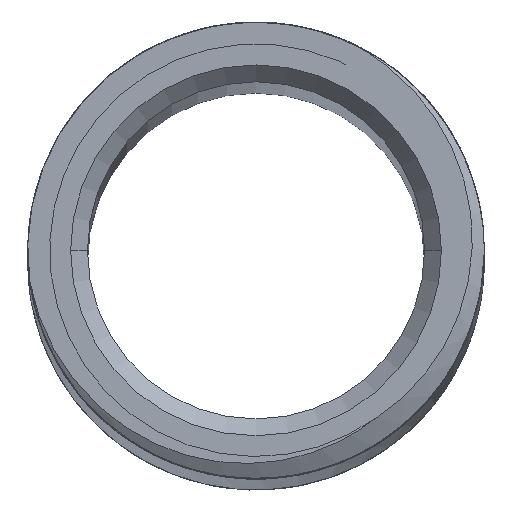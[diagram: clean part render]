
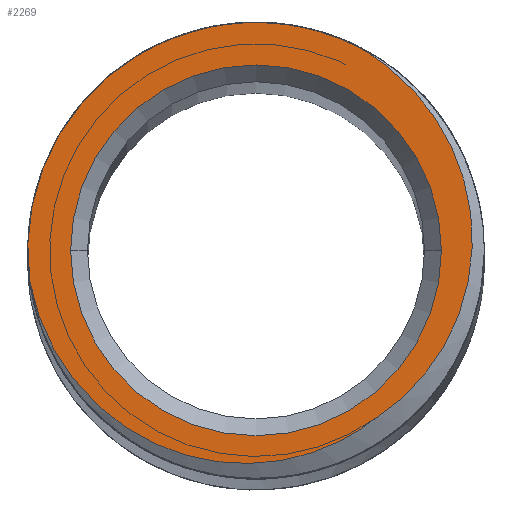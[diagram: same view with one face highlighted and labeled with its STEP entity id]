
A CAD part, top view. The second image highlights one B-rep face of the part: STEP entity #2269.
In plain terms, the highlighted planar face has unit normal (0, 0, 1).
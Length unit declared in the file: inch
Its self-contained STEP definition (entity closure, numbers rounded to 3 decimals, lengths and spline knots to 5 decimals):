
#64=CARTESIAN_POINT('',(0.,0.,6.00001));
#65=DIRECTION('',(0.,0.,-1.));
#66=DIRECTION('',(-1.,0.,0.));
#67=AXIS2_PLACEMENT_3D('',#64,#65,#66);
#69=CARTESIAN_POINT('',(0.,0.,6.00001));
#70=DIRECTION('',(0.,0.,-1.));
#71=DIRECTION('',(1.,0.,0.));
#72=AXIS2_PLACEMENT_3D('',#69,#70,#71);
#74=CARTESIAN_POINT('',(0.22277,-0.30662,6.));
#75=CARTESIAN_POINT('',(0.2482,-0.29007,6.));
#76=CARTESIAN_POINT('',(0.29388,-0.2518,6.));
#77=CARTESIAN_POINT('',(0.34837,-0.17922,6.));
#78=CARTESIAN_POINT('',(0.38562,-0.09263,6.));
#79=CARTESIAN_POINT('',(0.401,0.00066,6.));
#80=CARTESIAN_POINT('',(0.39476,0.09285,6.));
#81=CARTESIAN_POINT('',(0.36636,0.18436,6.));
#82=CARTESIAN_POINT('',(0.31833,0.26582,6.));
#83=CARTESIAN_POINT('',(0.24966,0.3369,6.));
#84=CARTESIAN_POINT('',(0.19638,0.37097,6.));
#85=CARTESIAN_POINT('',(0.16735,0.38522,6.));
#87=CARTESIAN_POINT('',(-0.41603,-0.05763,6.));
#88=CARTESIAN_POINT('',(-0.41048,-0.08727,6.));
#89=CARTESIAN_POINT('',(-0.39349,-0.14353,6.));
#90=CARTESIAN_POINT('',(-0.35125,-0.22034,6.));
#91=CARTESIAN_POINT('',(-0.29445,-0.28613,6.));
#92=CARTESIAN_POINT('',(-0.22143,-0.34107,6.));
#93=CARTESIAN_POINT('',(-0.13193,-0.37996,6.));
#94=CARTESIAN_POINT('',(-0.03501,-0.3956,6.));
#95=CARTESIAN_POINT('',(0.05916,-0.38776,6.));
#96=CARTESIAN_POINT('',(0.14783,-0.35802,6.));
#97=CARTESIAN_POINT('',(0.19891,-0.32594,6.));
#98=CARTESIAN_POINT('',(0.22277,-0.30662,6.));
#171=CARTESIAN_POINT('',(0.,0.,6.));
#172=DIRECTION('',(0.,0.,1.));
#173=DIRECTION('',(0.398,0.917,0.));
#174=AXIS2_PLACEMENT_3D('',#171,#172,#173);
#2057=CARTESIAN_POINT('',(-0.34099,0.,6.00001));
#2058=CARTESIAN_POINT('',(0.34099,0.,6.00001));
#2059=VERTEX_POINT('',#2057);
#2060=VERTEX_POINT('',#2058);
#2076=VERTEX_POINT('',#74);
#2077=VERTEX_POINT('',#85);
#2078=VERTEX_POINT('',#87);
#2251=CARTESIAN_POINT('',(0.,0.,6.));
#2252=DIRECTION('',(0.,0.,1.));
#2253=DIRECTION('',(1.,0.,0.));
#2254=AXIS2_PLACEMENT_3D('',#2251,#2252,#2253);
#2255=PLANE('',#2254);
#2257=ORIENTED_EDGE('',*,*,#2256,.F.);
#2259=ORIENTED_EDGE('',*,*,#2258,.F.);
#2261=ORIENTED_EDGE('',*,*,#2260,.F.);
#2262=EDGE_LOOP('',(#2257,#2259,#2261));
#2263=FACE_OUTER_BOUND('',#2262,.F.);
#2265=ORIENTED_EDGE('',*,*,#2264,.F.);
#2266=ORIENTED_EDGE('',*,*,#2241,.F.);
#2267=EDGE_LOOP('',(#2265,#2266));
#2268=FACE_BOUND('',#2267,.F.);
#2269=ADVANCED_FACE('',(#2263,#2268),#2255,.T.);
#68=CIRCLE('',#67,0.34099);
#73=CIRCLE('',#72,0.34099);
#86=B_SPLINE_CURVE_WITH_KNOTS('',3,(#74,#75,#76,#77,#78,#79,#80,#81,#82,#83,#84,
#85),.UNSPECIFIED.,.F.,.F.,(4,1,1,1,1,1,1,1,1,4),(0.,0.11111,
0.22222,0.33333,0.44444,0.55556,
0.66667,0.77778,0.88889,1.),.UNSPECIFIED.);
#99=B_SPLINE_CURVE_WITH_KNOTS('',3,(#87,#88,#89,#90,#91,#92,#93,#94,#95,#96,#97,
#98),.UNSPECIFIED.,.F.,.F.,(4,1,1,1,1,1,1,1,1,4),(0.,0.11111,
0.22222,0.33333,0.44444,0.55556,
0.66667,0.77778,0.88889,1.),.UNSPECIFIED.);
#175=CIRCLE('',#174,0.42);
#2241=EDGE_CURVE('',#2060,#2059,#73,.T.);
#2256=EDGE_CURVE('',#2076,#2077,#86,.T.);
#2258=EDGE_CURVE('',#2078,#2076,#99,.T.);
#2260=EDGE_CURVE('',#2077,#2078,#175,.T.);
#2264=EDGE_CURVE('',#2059,#2060,#68,.T.);
